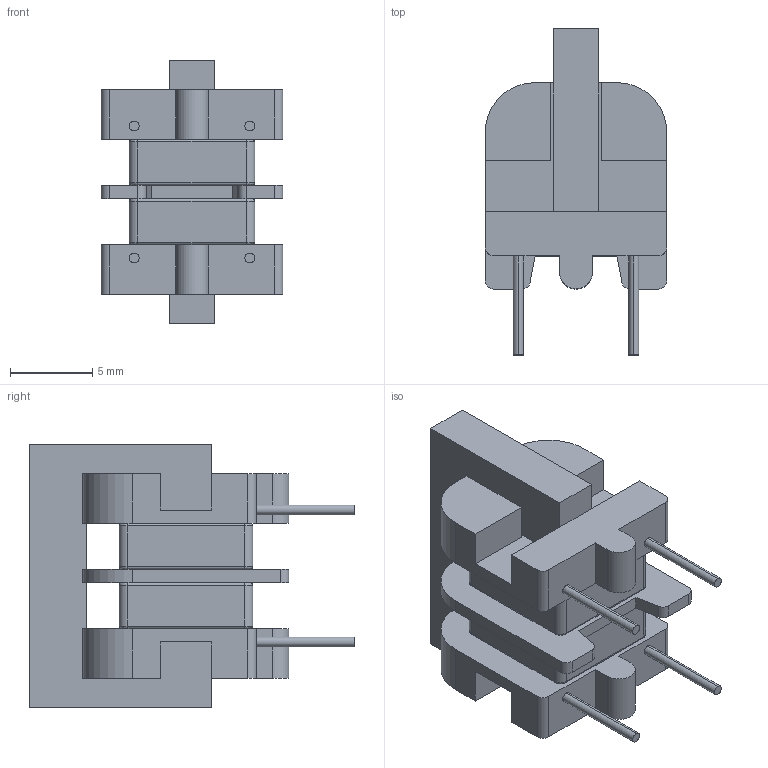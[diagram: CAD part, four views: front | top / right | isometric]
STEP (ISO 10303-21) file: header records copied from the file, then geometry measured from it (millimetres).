
FILE_DESCRIPTION (( 'STEP AP214' ), '1' );
FILE_NAME ('Coilcraft-BU9-XXXXXXL.STEP', '2018-12-20T20:05:57', ( '' ), ( '' ), 'SwSTEP 2.0', 'SolidWorks 2018', '' );
FILE_SCHEMA (( 'AUTOMOTIVE_DESIGN' ));
Length unit declared in the file: millimetre
Products named in the file (1): Coilcraft-BU9-XXXXXXL
Bounding box: 11 x 19.76 x 16 mm (x, y, z)
Volume: 1240.3 mm3; surface area: 1649.1 mm2
Topology: 1 solids, 1 shells, 328 faces, 817 edges, 514 vertices
Faces by surface type: plane 174, bspline 104, cylinder 50
Entity records: 16959 total; most frequent: CARTESIAN_POINT 6172, ORIENTED_EDGE 1634, DIRECTION 1175, EDGE_CURVE 817, VECTOR 525, LINE 525, VERTEX_POINT 514, EDGE_LOOP 355
